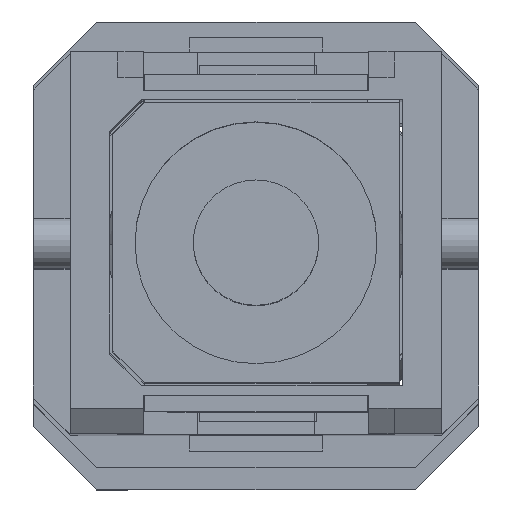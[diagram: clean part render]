
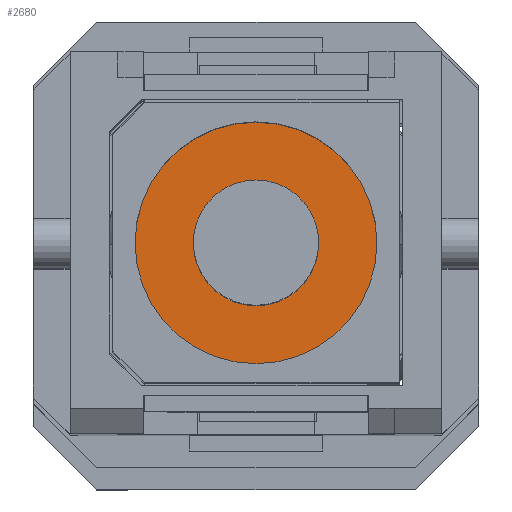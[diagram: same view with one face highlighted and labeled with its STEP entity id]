
A CAD part, top view. The second image highlights one B-rep face of the part: STEP entity #2680.
In plain terms, the highlighted face is planar.
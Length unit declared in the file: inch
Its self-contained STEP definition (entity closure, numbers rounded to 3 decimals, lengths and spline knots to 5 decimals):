
#364 = VERTEX_POINT ( 'NONE', #6770 ) ;
#649 = CARTESIAN_POINT ( 'NONE',  ( 0., 0.121, 0.04925 ) ) ;
#652 = FACE_BOUND ( 'NONE', #10193, .T. ) ;
#796 = VERTEX_POINT ( 'NONE', #9252 ) ;
#951 = AXIS2_PLACEMENT_3D ( 'NONE', #4705, #1490, #10221 ) ;
#1036 = DIRECTION ( 'NONE',  ( 0., 1., 0. ) ) ;
#1290 = AXIS2_PLACEMENT_3D ( 'NONE', #3647, #1036, #5042 ) ;
#1490 = DIRECTION ( 'NONE',  ( 0., -1., 0. ) ) ;
#1532 = PLANE ( 'NONE',  #951 ) ;
#1583 = FACE_OUTER_BOUND ( 'NONE', #5723, .T. ) ;
#2234 = EDGE_CURVE ( 'NONE', #7775, #796, #5950, .T. ) ;
#2477 = CARTESIAN_POINT ( 'NONE',  ( 0., 0.121, 0. ) ) ;
#2680 = ADVANCED_FACE ( 'NONE', ( #652, #1583 ), #1532, .F. ) ;
#2711 = AXIS2_PLACEMENT_3D ( 'NONE', #2477, #6480, #3417 ) ;
#2977 = EDGE_CURVE ( 'NONE', #364, #5457, #9867, .T. ) ;
#3417 = DIRECTION ( 'NONE',  ( 0., 0., -1. ) ) ;
#3647 = CARTESIAN_POINT ( 'NONE',  ( 0., 0.121, 0. ) ) ;
#4527 = EDGE_CURVE ( 'NONE', #796, #7775, #9724, .T. ) ;
#4705 = CARTESIAN_POINT ( 'NONE',  ( -0.11, 0.121, 0.0875 ) ) ;
#4724 = ORIENTED_EDGE ( 'NONE', *, *, #2977, .F. ) ;
#4862 = DIRECTION ( 'NONE',  ( 0., 0., -1. ) ) ;
#5016 = ORIENTED_EDGE ( 'NONE', *, *, #2234, .T. ) ;
#5042 = DIRECTION ( 'NONE',  ( 0., 0., -1. ) ) ;
#5193 = DIRECTION ( 'NONE',  ( 0., 1., 0. ) ) ;
#5236 = AXIS2_PLACEMENT_3D ( 'NONE', #8437, #5193, #6144 ) ;
#5457 = VERTEX_POINT ( 'NONE', #649 ) ;
#5643 = DIRECTION ( 'NONE',  ( 0., 1., 0. ) ) ;
#5723 = EDGE_LOOP ( 'NONE', ( #8904, #5016 ) ) ;
#5950 = CIRCLE ( 'NONE', #1290, 0.095 ) ;
#6144 = DIRECTION ( 'NONE',  ( 0., 0., -1. ) ) ;
#6480 = DIRECTION ( 'NONE',  ( 0., 1., 0. ) ) ;
#6496 = EDGE_CURVE ( 'NONE', #5457, #364, #6699, .T. ) ;
#6537 = AXIS2_PLACEMENT_3D ( 'NONE', #7193, #5643, #4862 ) ;
#6689 = ORIENTED_EDGE ( 'NONE', *, *, #6496, .F. ) ;
#6699 = CIRCLE ( 'NONE', #2711, 0.04925 ) ;
#6770 = CARTESIAN_POINT ( 'NONE',  ( 0., 0.121, -0.04925 ) ) ;
#7193 = CARTESIAN_POINT ( 'NONE',  ( 0., 0.121, 0. ) ) ;
#7775 = VERTEX_POINT ( 'NONE', #9890 ) ;
#8437 = CARTESIAN_POINT ( 'NONE',  ( 0., 0.121, 0. ) ) ;
#8904 = ORIENTED_EDGE ( 'NONE', *, *, #4527, .T. ) ;
#9252 = CARTESIAN_POINT ( 'NONE',  ( 0., 0.121, 0.095 ) ) ;
#9724 = CIRCLE ( 'NONE', #5236, 0.095 ) ;
#9867 = CIRCLE ( 'NONE', #6537, 0.04925 ) ;
#9890 = CARTESIAN_POINT ( 'NONE',  ( 0., 0.121, -0.095 ) ) ;
#10193 = EDGE_LOOP ( 'NONE', ( #4724, #6689 ) ) ;
#10221 = DIRECTION ( 'NONE',  ( 0., 0., -1. ) ) ;
